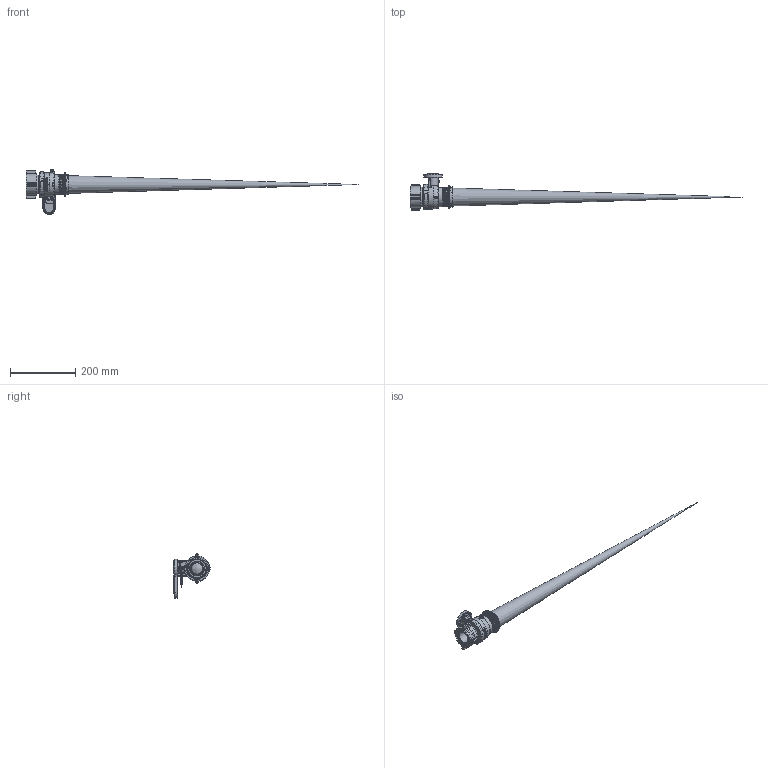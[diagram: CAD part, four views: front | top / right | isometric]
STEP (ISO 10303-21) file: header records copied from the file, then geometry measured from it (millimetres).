
FILE_DESCRIPTION(/* description */ ('MAUSER 2"PLY VLV NPT FKM W/CAP FOIL'),/* implementation_level */ '2;1');
FILE_NAME(/* name */ 'W230237.stp',/* time_stamp */ '2018-07-02T16:08:52-04:00',/* author */ ('MEG'),/* organization */ (''),/* preprocessor_version */ 'ST-DEVELOPER v17',/* originating_system */ 'Autodesk Inventor 2018',/* authorisation */ '');
FILE_SCHEMA (('AUTOMOTIVE_DESIGN { 1 0 10303 214 3 1 1 }'));
Products named in the file (20): W230237; WSMT20254; WSMT20254X; 050DECAL; C25PFSLE113; 211FPTX; V22275GV; V22283C; V22283D; VS20209; WS20002; WS20153; WS20163; WS20255T; WS20255; V20255BX; WS22296; WS22296X; WS20258; VL1005
Assembly tree (21 placements, depth 4):
  W230237
    WSMT20254
      WSMT20254X
      WS20258
    050DECAL
    C25PFSLE113
    211FPTX
    V22275GV
    V22283C
    V22283D
    VS20209
    WS20002
    WS20153
    WS20163  x2
    WS20255T
      WS20255
        V20255BX
    WS22296
      WS22296X
      WS20258
    VL1005
Bounding box: 1020.52 x 110.95 x 138.18 mm (x, y, z)
Volume: 318172.8 mm3; surface area: 327700.9 mm2
Topology: 17 solids, 17 shells, 4819 faces, 13281 edges, 8755 vertices
Faces by surface type: plane 2541, bspline 1036, cylinder 993, torus 133, cone 90, sphere 26
Full cylindrical faces by diameter (mm): 1.93 x1, 3.175 x2, 3.251 x1, 3.683 x2, 3.81 x2, 3.962 x1, 4.775 x2, 5.08 x6, 5.258 x2, 5.309 x6, 6.35 x4, 6.528 x6, 7.925 x1, 18.161 x1, 18.288 x1, 22.225 x3, 23.495 x1, 24.079 x1, 30.226 x1, 30.988 x1, 34.29 x1, 38.1 x3, 38.633 x1, 43.129 x2, 43.18 x2, 43.942 x1, 44.45 x1, 44.704 x1, 45.974 x1, 48.514 x1
Entity records: 174549 total; most frequent: CARTESIAN_POINT 54878, ORIENTED_EDGE 26422, DIRECTION 21395, EDGE_CURVE 13211, VERTEX_POINT 8741, LINE 8075, VECTOR 8075, AXIS2_PLACEMENT_3D 6660
